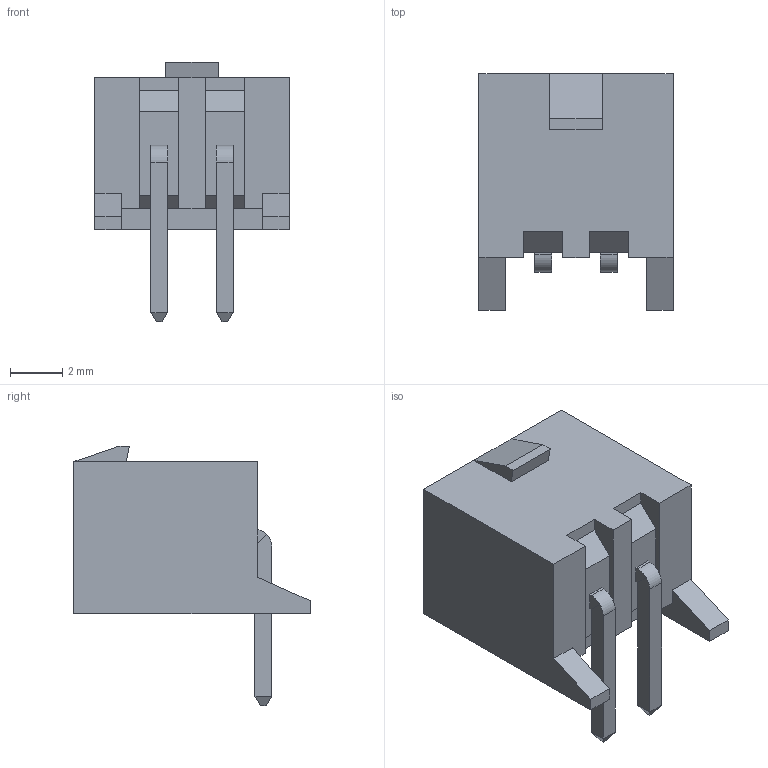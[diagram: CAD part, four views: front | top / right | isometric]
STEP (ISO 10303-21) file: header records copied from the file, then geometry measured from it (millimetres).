
FILE_DESCRIPTION (( 'STEP AP214' ), '1' );
FILE_NAME ('8A6587C1-E543-4B39-9FF9-6F8A60FBDC54.STEP', '2025-09-19T03:57:28', ( '' ), ( '' ), 'SwSTEP 2.0', 'SolidWorks 2022', '' );
FILE_SCHEMA (( 'AUTOMOTIVE_DESIGN' ));
Length unit declared in the file: millimetre
Products named in the file (1): 8A6587C1-E543-4B39-9FF9-6F8A60FBDC54
Bounding box: 7.4 x 9 x 9.89 mm (x, y, z)
Volume: 182 mm3; surface area: 444.1 mm2
Topology: 1 solids, 1 shells, 88 faces, 217 edges, 136 vertices
Faces by surface type: plane 86, cylinder 2
Entity records: 3017 total; most frequent: CARTESIAN_POINT 442, ORIENTED_EDGE 434, DIRECTION 403, EDGE_CURVE 217, LINE 209, VECTOR 209, VERTEX_POINT 136, AXIS2_PLACEMENT_3D 97
